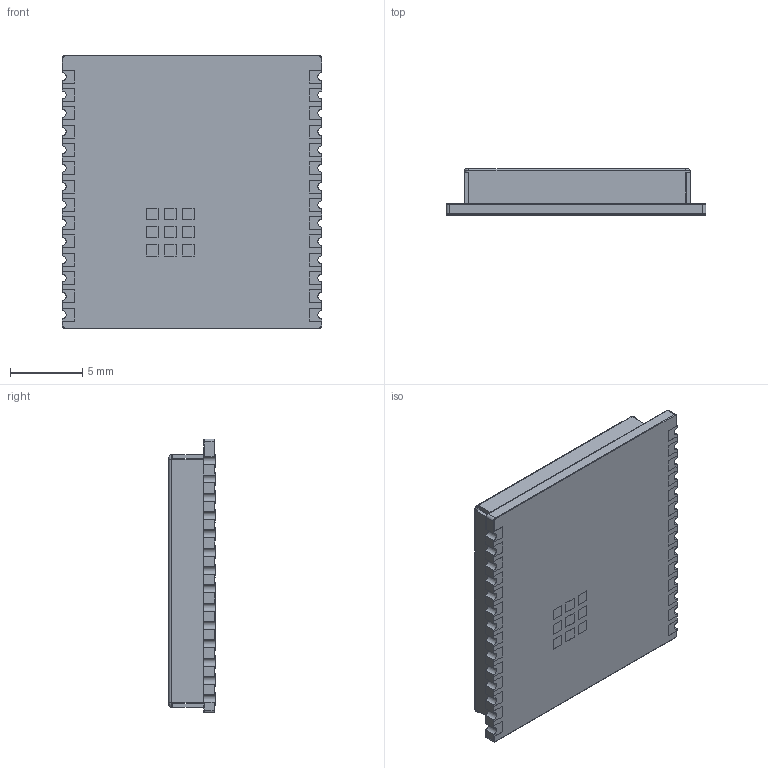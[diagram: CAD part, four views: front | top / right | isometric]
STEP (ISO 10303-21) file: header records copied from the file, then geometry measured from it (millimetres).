
FILE_DESCRIPTION (( 'STEP AP214' ), '1' );
FILE_NAME ('ESP32-C6-WROOM-1U-N8.STEP', '2024-08-26T14:01:45', ( '' ), ( '' ), 'SwSTEP 2.0', 'SolidWorks 2016', '' );
FILE_SCHEMA (( 'AUTOMOTIVE_DESIGN' ));
Length unit declared in the file: millimetre
Products named in the file (1): ESP32-C6-WROOM-1U-N8
Bounding box: 18 x 3.19 x 19 mm (x, y, z)
Volume: 365.4 mm3; surface area: 1505.2 mm2
Topology: 1 solids, 1 shells, 556 faces, 1574 edges, 1027 vertices
Faces by surface type: plane 450, cylinder 78, torus 22, cone 4, sphere 2
Entity records: 23334 total; most frequent: CARTESIAN_POINT 3188, ORIENTED_EDGE 3140, DIRECTION 2952, EDGE_CURVE 1570, LINE 1278, VECTOR 1278, VERTEX_POINT 1025, AXIS2_PLACEMENT_3D 837
